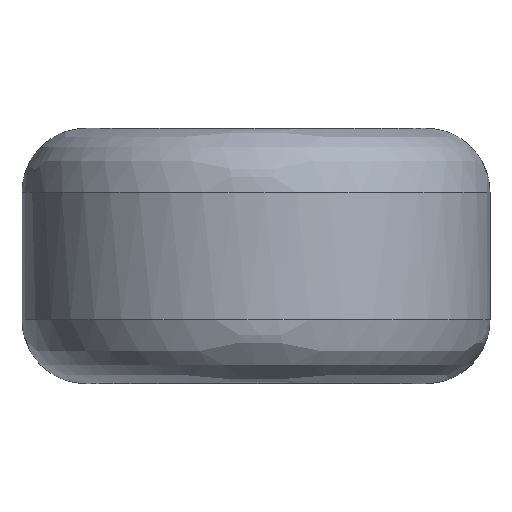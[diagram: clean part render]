
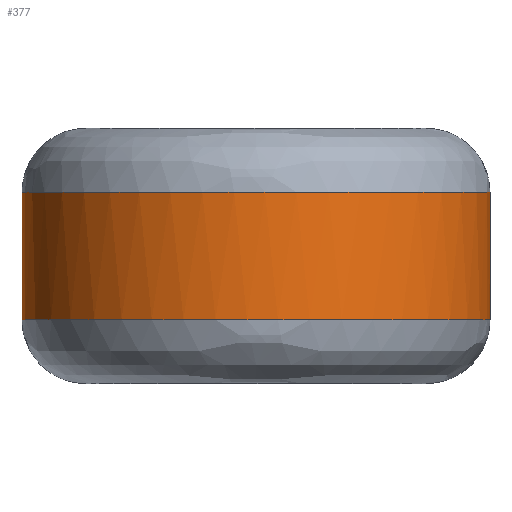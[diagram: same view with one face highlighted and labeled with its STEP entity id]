
A CAD part, front view. The second image highlights one B-rep face of the part: STEP entity #377.
In plain terms, the highlighted free-form (B-spline) face has degree [2, 1] with [5, 2] control points.
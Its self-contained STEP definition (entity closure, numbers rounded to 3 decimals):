
#268 = VERTEX_POINT('',#269);
#269 = CARTESIAN_POINT('',(-151.355,0.,123.836));
#270 = VERTEX_POINT('',#271);
#271 = CARTESIAN_POINT('',(151.355,0.,
    123.836));
#313 = VERTEX_POINT('',#314);
#314 = CARTESIAN_POINT('',(-151.355,0.,41.279));
#321 = VERTEX_POINT('',#322);
#322 = CARTESIAN_POINT('',(151.355,0.,
    41.279));
#356 = EDGE_CURVE('',#270,#321,#357,.T.);
#357 = B_SPLINE_CURVE_WITH_KNOTS('',1,(#358,#359),.UNSPECIFIED.,.F.,.F.,
  (2,2),(30.,90.),.PIECEWISE_BEZIER_KNOTS.);
#358 = CARTESIAN_POINT('',(151.355,0.,
    123.836));
#359 = CARTESIAN_POINT('',(151.355,0.,
    41.279));
#362 = EDGE_CURVE('',#268,#313,#363,.T.);
#363 = B_SPLINE_CURVE_WITH_KNOTS('',1,(#364,#365),.UNSPECIFIED.,.F.,.F.,
  (2,2),(30.,90.),.PIECEWISE_BEZIER_KNOTS.);
#364 = CARTESIAN_POINT('',(-151.355,0.,123.836));
#365 = CARTESIAN_POINT('',(-151.355,0.,41.279));
#377 = ADVANCED_FACE('',(#378),#398,.T.);
#378 = FACE_BOUND('',#379,.T.);
#379 = EDGE_LOOP('',(#380,#381,#389,#390));
#380 = ORIENTED_EDGE('',*,*,#356,.F.);
#381 = ORIENTED_EDGE('',*,*,#382,.T.);
#382 = EDGE_CURVE('',#270,#268,#383,.T.);
#383 = ( BOUNDED_CURVE() B_SPLINE_CURVE(2,(#384,#385,#386,#387,#388),
.UNSPECIFIED.,.F.,.F.) B_SPLINE_CURVE_WITH_KNOTS((3,2,3),(0.,
1.571,3.142),.PIECEWISE_BEZIER_KNOTS.) CURVE() 
GEOMETRIC_REPRESENTATION_ITEM() RATIONAL_B_SPLINE_CURVE((1.,
0.707,1.,0.707,1.)) REPRESENTATION_ITEM('') );
#384 = CARTESIAN_POINT('',(151.355,0.,123.836));
#385 = CARTESIAN_POINT('',(151.355,-151.355,
    123.836));
#386 = CARTESIAN_POINT('',(0.,-151.355,
    123.836));
#387 = CARTESIAN_POINT('',(-151.355,-151.355,
    123.836));
#388 = CARTESIAN_POINT('',(-151.355,0.,
    123.836));
#389 = ORIENTED_EDGE('',*,*,#362,.T.);
#390 = ORIENTED_EDGE('',*,*,#391,.T.);
#391 = EDGE_CURVE('',#313,#321,#392,.T.);
#392 = ( BOUNDED_CURVE() B_SPLINE_CURVE(2,(#393,#394,#395,#396,#397),
.UNSPECIFIED.,.F.,.F.) B_SPLINE_CURVE_WITH_KNOTS((3,2,3),(3.142,
4.712,6.283),.PIECEWISE_BEZIER_KNOTS.) CURVE() 
GEOMETRIC_REPRESENTATION_ITEM() RATIONAL_B_SPLINE_CURVE((1.,
0.707,1.,0.707,1.)) REPRESENTATION_ITEM('') );
#393 = CARTESIAN_POINT('',(-151.355,0.,
    41.279));
#394 = CARTESIAN_POINT('',(-151.355,-151.355,41.279
    ));
#395 = CARTESIAN_POINT('',(0.,-151.355,
    41.279));
#396 = CARTESIAN_POINT('',(151.355,-151.355,41.279
    ));
#397 = CARTESIAN_POINT('',(151.355,0.,
    41.279));
#398 = ( BOUNDED_SURFACE() B_SPLINE_SURFACE(2,1,(
    (#399,#400)
    ,(#401,#402)
    ,(#403,#404)
    ,(#405,#406)
,(#407,#408
    )),.UNSPECIFIED.,.F.,.F.,.F.) B_SPLINE_SURFACE_WITH_KNOTS((3,2,3),(2
    ,2),(3.142,4.712,6.283),(30.,90.),
.PIECEWISE_BEZIER_KNOTS.) GEOMETRIC_REPRESENTATION_ITEM() 
RATIONAL_B_SPLINE_SURFACE((
    (1.,1.)
    ,(0.707,0.707)
    ,(1.,1.)
    ,(0.707,0.707)
,(1.,1.))) REPRESENTATION_ITEM('') SURFACE() );
#399 = CARTESIAN_POINT('',(151.355,0.,
    123.836));
#400 = CARTESIAN_POINT('',(151.355,0.,
    41.279));
#401 = CARTESIAN_POINT('',(151.355,-151.355,
    123.836));
#402 = CARTESIAN_POINT('',(151.355,-151.355,41.279
    ));
#403 = CARTESIAN_POINT('',(0.,-151.355,
    123.836));
#404 = CARTESIAN_POINT('',(0.,-151.355,
    41.279));
#405 = CARTESIAN_POINT('',(-151.355,-151.355,
    123.836));
#406 = CARTESIAN_POINT('',(-151.355,-151.355,41.279
    ));
#407 = CARTESIAN_POINT('',(-151.355,0.,
    123.836));
#408 = CARTESIAN_POINT('',(-151.355,0.,
    41.279));
